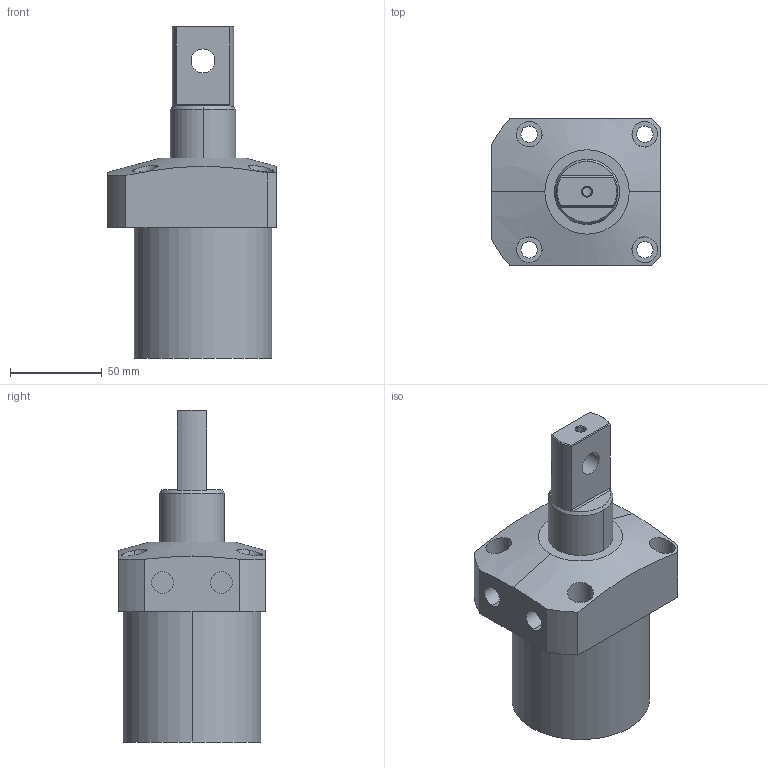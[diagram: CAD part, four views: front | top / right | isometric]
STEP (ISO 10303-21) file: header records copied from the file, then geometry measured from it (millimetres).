
FILE_DESCRIPTION (( 'STEP AP214' ), '1' );
FILE_NAME ('CHA-075D(双臂）.STEP', '2018-07-18T03:47:01', ( '' ), ( '' ), 'SwSTEP 2.0', 'SolidWorks 2016', '' );
FILE_SCHEMA (( 'AUTOMOTIVE_DESIGN' ));
Length unit declared in the file: millimetre
Products named in the file (3): CHA-075D(双臂）活塞杆; CHA-075掛极; CHA-075D(邧旋ㄘ
Assembly tree (2 placements, depth 2):
  CHA-075D(邧旋ㄘ
    CHA-075掛极
    CHA-075D(双臂）活塞杆
Bounding box: 92 x 80 x 181 mm (x, y, z)
Volume: 522418.4 mm3; surface area: 78860.2 mm2
Topology: 2 solids, 2 shells, 75 faces, 175 edges, 114 vertices
Faces by surface type: cylinder 40, plane 26, cone 9
Entity records: 2764 total; most frequent: CARTESIAN_POINT 896, DIRECTION 383, ORIENTED_EDGE 350, EDGE_CURVE 175, AXIS2_PLACEMENT_3D 158, VERTEX_POINT 114, EDGE_LOOP 97, CIRCLE 78
